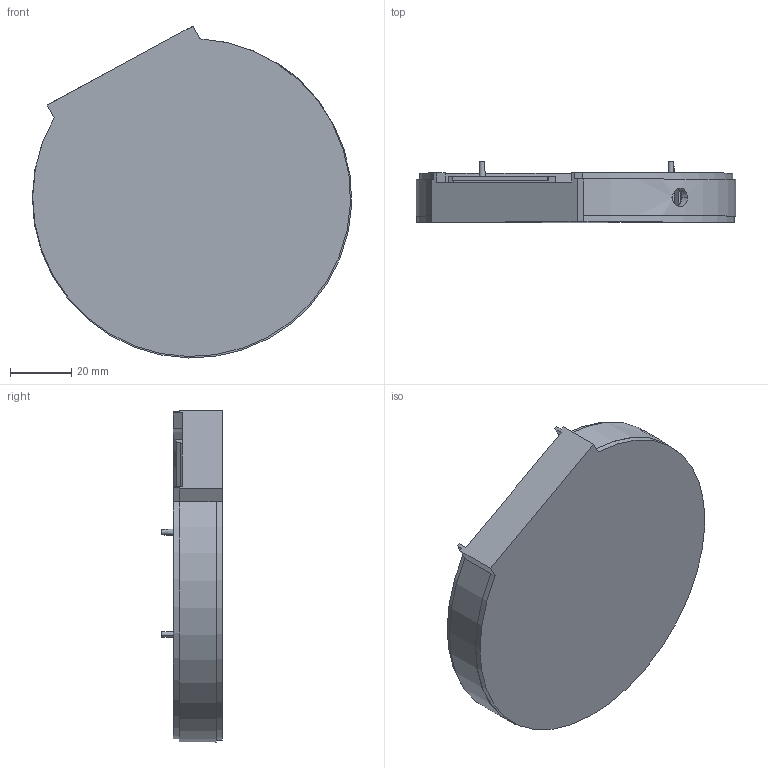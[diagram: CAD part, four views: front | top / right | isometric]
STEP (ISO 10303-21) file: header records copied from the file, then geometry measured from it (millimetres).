
FILE_DESCRIPTION (( 'STEP AP203' ), '1' );
FILE_NAME ('Bottom.STEP', '2023-01-18T13:16:38', ( '' ), ( '' ), 'SwSTEP 2.0', 'SolidWorks 2020', '' );
FILE_SCHEMA (( 'CONFIG_CONTROL_DESIGN' ));
Length unit declared in the file: millimetre
Products named in the file (3): venato_pcb_holder; Bottom; venato_bottom
Assembly tree (2 placements, depth 2):
  Bottom
    venato_bottom
    venato_pcb_holder
Bounding box: 103.96 x 19.75 x 108.09 mm (x, y, z)
Volume: 29562.7 mm3; surface area: 31146.7 mm2
Topology: 3 solids, 3 shells, 94 faces, 252 edges, 167 vertices
Faces by surface type: plane 76, cylinder 9, cone 8, torus 1
Entity records: 3384 total; most frequent: CARTESIAN_POINT 721, ORIENTED_EDGE 504, DIRECTION 475, EDGE_CURVE 252, LINE 181, VECTOR 181, VERTEX_POINT 167, AXIS2_PLACEMENT_3D 147
